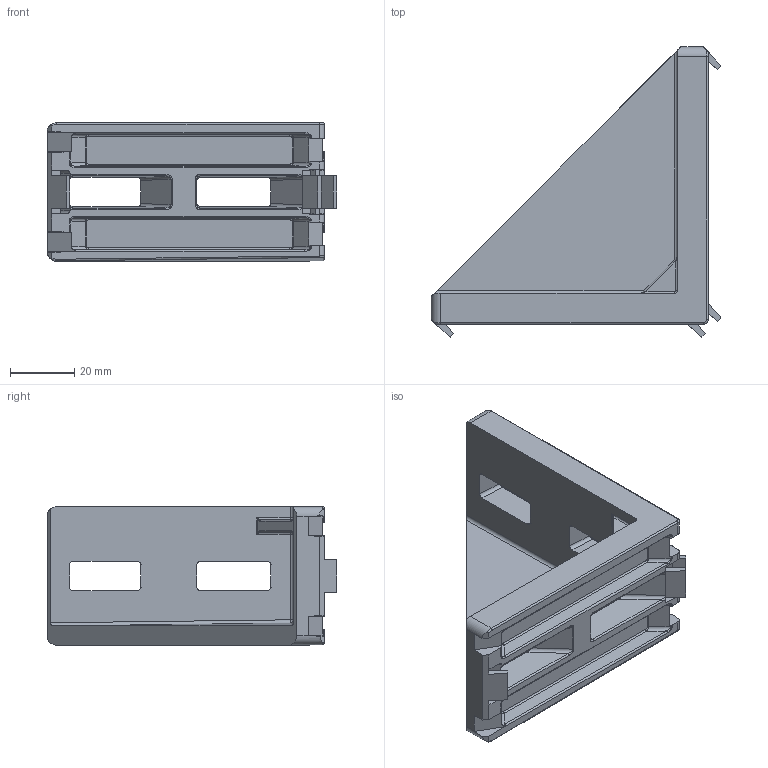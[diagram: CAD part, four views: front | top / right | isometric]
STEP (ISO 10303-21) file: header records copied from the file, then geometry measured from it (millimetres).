
FILE_DESCRIPTION (( 'STEP AP214' ), '1' );
FILE_NAME ('093w451n10s05.STEP', '2014-08-20T12:40:39', ( '' ), ( '' ), 'SwSTEP 2.0', 'SolidWorks 2014', '' );
FILE_SCHEMA (( 'AUTOMOTIVE_DESIGN' ));
Length unit declared in the file: millimetre
Products named in the file (1): 093w451n10s05
Bounding box: 89.98 x 89.98 x 43 mm (x, y, z)
Volume: 58506 mm3; surface area: 26918.1 mm2
Topology: 1 solids, 1 shells, 301 faces, 791 edges, 485 vertices
Faces by surface type: plane 110, cylinder 109, bspline 76, torus 5, sphere 1
Entity records: 10315 total; most frequent: CARTESIAN_POINT 3805, ORIENTED_EDGE 1572, DIRECTION 1143, EDGE_CURVE 786, VERTEX_POINT 485, LINE 409, VECTOR 409, AXIS2_PLACEMENT_3D 367
